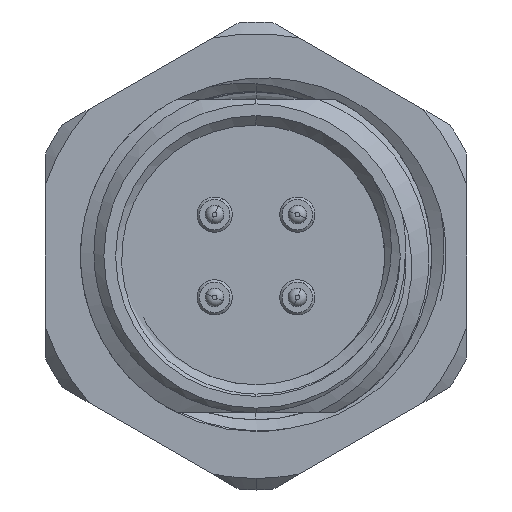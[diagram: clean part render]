
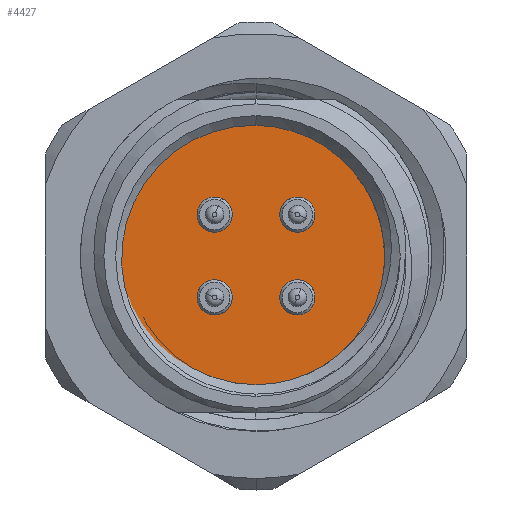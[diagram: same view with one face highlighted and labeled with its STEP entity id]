
A CAD part, left-side view. The second image highlights one B-rep face of the part: STEP entity #4427.
In plain terms, the highlighted face is planar.
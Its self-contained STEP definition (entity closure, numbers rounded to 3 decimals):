
#17 = VERTEX_POINT ( 'NONE', #9456 ) ;
#51 = FACE_BOUND ( 'NONE', #4422, .T. ) ;
#171 = FACE_OUTER_BOUND ( 'NONE', #8838, .T. ) ;
#303 = CARTESIAN_POINT ( 'NONE',  ( 9.5, 1.768, 1.018 ) ) ;
#472 = CARTESIAN_POINT ( 'NONE',  ( 9.5, 0., 0. ) ) ;
#527 = CARTESIAN_POINT ( 'NONE',  ( 9.5, 1.768, 1.768 ) ) ;
#577 = DIRECTION ( 'NONE',  ( 0., 0., -1. ) ) ;
#593 = CARTESIAN_POINT ( 'NONE',  ( 9.5, 1.768, -1.018 ) ) ;
#649 = DIRECTION ( 'NONE',  ( 0., 0., -1. ) ) ;
#658 = CIRCLE ( 'NONE', #7305, 0.75 ) ;
#678 = DIRECTION ( 'NONE',  ( 1., 0., 0. ) ) ;
#732 = AXIS2_PLACEMENT_3D ( 'NONE', #7493, #8526, #1041 ) ;
#737 = ORIENTED_EDGE ( 'NONE', *, *, #7182, .F. ) ;
#754 = AXIS2_PLACEMENT_3D ( 'NONE', #8062, #2279, #577 ) ;
#765 = ORIENTED_EDGE ( 'NONE', *, *, #10663, .F. ) ;
#806 = ORIENTED_EDGE ( 'NONE', *, *, #4160, .F. ) ;
#956 = EDGE_CURVE ( 'NONE', #5354, #6919, #658, .T. ) ;
#1028 = AXIS2_PLACEMENT_3D ( 'NONE', #1276, #2924, #4654 ) ;
#1041 = DIRECTION ( 'NONE',  ( 0., 0., 1. ) ) ;
#1068 = VERTEX_POINT ( 'NONE', #7229 ) ;
#1276 = CARTESIAN_POINT ( 'NONE',  ( 9.5, -1.768, -1.768 ) ) ;
#1399 = DIRECTION ( 'NONE',  ( 1., 0., 0. ) ) ;
#1808 = FACE_BOUND ( 'NONE', #6866, .T. ) ;
#1984 = DIRECTION ( 'NONE',  ( 0., 0., -1. ) ) ;
#2157 = CIRCLE ( 'NONE', #8253, 0.75 ) ;
#2279 = DIRECTION ( 'NONE',  ( 1., 0., 0. ) ) ;
#2753 = DIRECTION ( 'NONE',  ( 1., 0., 0. ) ) ;
#2841 = CIRCLE ( 'NONE', #10007, 0.75 ) ;
#2903 = EDGE_CURVE ( 'NONE', #6851, #10303, #8007, .T. ) ;
#2924 = DIRECTION ( 'NONE',  ( 1., 0., 0. ) ) ;
#3024 = CIRCLE ( 'NONE', #8245, 0.75 ) ;
#3056 = ORIENTED_EDGE ( 'NONE', *, *, #7543, .F. ) ;
#3140 = ORIENTED_EDGE ( 'NONE', *, *, #956, .F. ) ;
#3163 = CARTESIAN_POINT ( 'NONE',  ( 9.5, 1.768, -2.518 ) ) ;
#3435 = CARTESIAN_POINT ( 'NONE',  ( 9.5, -1.768, -1.018 ) ) ;
#3525 = ORIENTED_EDGE ( 'NONE', *, *, #10598, .T. ) ;
#3541 = AXIS2_PLACEMENT_3D ( 'NONE', #472, #8832, #3648 ) ;
#3648 = DIRECTION ( 'NONE',  ( 0., 0., -1. ) ) ;
#3846 = DIRECTION ( 'NONE',  ( 0., 0., -1. ) ) ;
#3983 = EDGE_CURVE ( 'NONE', #6919, #5354, #10812, .T. ) ;
#4050 = CARTESIAN_POINT ( 'NONE',  ( 9.5, 0., 6. ) ) ;
#4123 = VERTEX_POINT ( 'NONE', #4050 ) ;
#4160 = EDGE_CURVE ( 'NONE', #5739, #9888, #3024, .T. ) ;
#4422 = EDGE_LOOP ( 'NONE', ( #6535, #806 ) ) ;
#4427 = ADVANCED_FACE ( 'NONE', ( #1808, #51, #5199, #8308, #171 ), #5021, .F. ) ;
#4580 = EDGE_CURVE ( 'NONE', #9888, #5739, #2841, .T. ) ;
#4584 = CIRCLE ( 'NONE', #3541, 6. ) ;
#4654 = DIRECTION ( 'NONE',  ( 0., 0., -1. ) ) ;
#4704 = CARTESIAN_POINT ( 'NONE',  ( 9.5, 1.768, -1.768 ) ) ;
#4718 = CARTESIAN_POINT ( 'NONE',  ( 9.5, 1.768, -1.768 ) ) ;
#4916 = DIRECTION ( 'NONE',  ( 1., 0., 0. ) ) ;
#5021 = PLANE ( 'NONE',  #732 ) ;
#5199 = FACE_BOUND ( 'NONE', #7006, .T. ) ;
#5288 = CIRCLE ( 'NONE', #8072, 0.75 ) ;
#5354 = VERTEX_POINT ( 'NONE', #5934 ) ;
#5476 = CIRCLE ( 'NONE', #754, 6. ) ;
#5503 = VERTEX_POINT ( 'NONE', #303 ) ;
#5675 = CARTESIAN_POINT ( 'NONE',  ( 9.5, -1.768, 1.768 ) ) ;
#5739 = VERTEX_POINT ( 'NONE', #7125 ) ;
#5934 = CARTESIAN_POINT ( 'NONE',  ( 9.5, -1.768, -2.518 ) ) ;
#6348 = DIRECTION ( 'NONE',  ( 1., 0., 0. ) ) ;
#6517 = DIRECTION ( 'NONE',  ( 1., 0., 0. ) ) ;
#6535 = ORIENTED_EDGE ( 'NONE', *, *, #4580, .F. ) ;
#6696 = DIRECTION ( 'NONE',  ( 1., 0., 0. ) ) ;
#6745 = CARTESIAN_POINT ( 'NONE',  ( 9.5, -1.768, -1.768 ) ) ;
#6841 = CARTESIAN_POINT ( 'NONE',  ( 9.5, -1.768, 1.018 ) ) ;
#6851 = VERTEX_POINT ( 'NONE', #593 ) ;
#6866 = EDGE_LOOP ( 'NONE', ( #3056, #737 ) ) ;
#6919 = VERTEX_POINT ( 'NONE', #3435 ) ;
#7006 = EDGE_LOOP ( 'NONE', ( #3140, #10822 ) ) ;
#7051 = AXIS2_PLACEMENT_3D ( 'NONE', #527, #1399, #7306 ) ;
#7125 = CARTESIAN_POINT ( 'NONE',  ( 9.5, -1.768, 2.518 ) ) ;
#7182 = EDGE_CURVE ( 'NONE', #1068, #5503, #10025, .T. ) ;
#7186 = EDGE_CURVE ( 'NONE', #4123, #17, #5476, .T. ) ;
#7229 = CARTESIAN_POINT ( 'NONE',  ( 9.5, 1.768, 2.518 ) ) ;
#7289 = CARTESIAN_POINT ( 'NONE',  ( 9.5, -1.768, 1.768 ) ) ;
#7305 = AXIS2_PLACEMENT_3D ( 'NONE', #6745, #2753, #1984 ) ;
#7306 = DIRECTION ( 'NONE',  ( 0., 0., -1. ) ) ;
#7459 = CARTESIAN_POINT ( 'NONE',  ( 9.5, 1.768, 1.768 ) ) ;
#7493 = CARTESIAN_POINT ( 'NONE',  ( 9.5, 4.5, 0. ) ) ;
#7543 = EDGE_CURVE ( 'NONE', #5503, #1068, #2157, .T. ) ;
#7679 = ORIENTED_EDGE ( 'NONE', *, *, #7186, .T. ) ;
#8007 = CIRCLE ( 'NONE', #10804, 0.75 ) ;
#8062 = CARTESIAN_POINT ( 'NONE',  ( 9.5, 0., 0. ) ) ;
#8072 = AXIS2_PLACEMENT_3D ( 'NONE', #4718, #678, #9089 ) ;
#8245 = AXIS2_PLACEMENT_3D ( 'NONE', #7289, #4916, #3846 ) ;
#8253 = AXIS2_PLACEMENT_3D ( 'NONE', #7459, #6696, #9209 ) ;
#8308 = FACE_BOUND ( 'NONE', #10367, .T. ) ;
#8526 = DIRECTION ( 'NONE',  ( -1., 0., 0. ) ) ;
#8832 = DIRECTION ( 'NONE',  ( 1., 0., 0. ) ) ;
#8838 = EDGE_LOOP ( 'NONE', ( #3525, #7679 ) ) ;
#9089 = DIRECTION ( 'NONE',  ( 0., 0., -1. ) ) ;
#9209 = DIRECTION ( 'NONE',  ( 0., 0., -1. ) ) ;
#9456 = CARTESIAN_POINT ( 'NONE',  ( 9.5, 0., -6. ) ) ;
#9864 = ORIENTED_EDGE ( 'NONE', *, *, #2903, .F. ) ;
#9888 = VERTEX_POINT ( 'NONE', #6841 ) ;
#10007 = AXIS2_PLACEMENT_3D ( 'NONE', #5675, #6348, #649 ) ;
#10025 = CIRCLE ( 'NONE', #7051, 0.75 ) ;
#10303 = VERTEX_POINT ( 'NONE', #3163 ) ;
#10367 = EDGE_LOOP ( 'NONE', ( #765, #9864 ) ) ;
#10598 = EDGE_CURVE ( 'NONE', #17, #4123, #4584, .T. ) ;
#10630 = DIRECTION ( 'NONE',  ( 0., 0., -1. ) ) ;
#10663 = EDGE_CURVE ( 'NONE', #10303, #6851, #5288, .T. ) ;
#10804 = AXIS2_PLACEMENT_3D ( 'NONE', #4704, #6517, #10630 ) ;
#10812 = CIRCLE ( 'NONE', #1028, 0.75 ) ;
#10822 = ORIENTED_EDGE ( 'NONE', *, *, #3983, .F. ) ;
